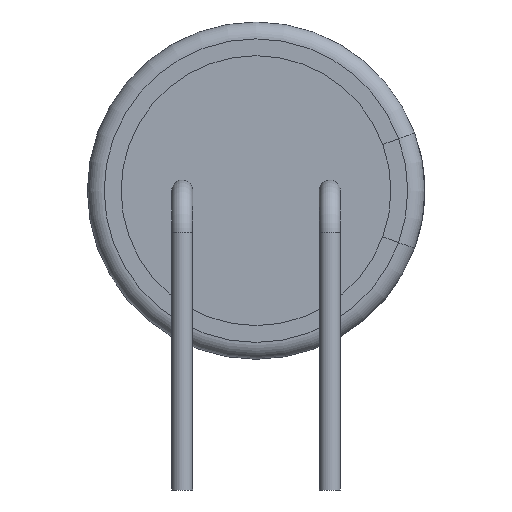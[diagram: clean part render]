
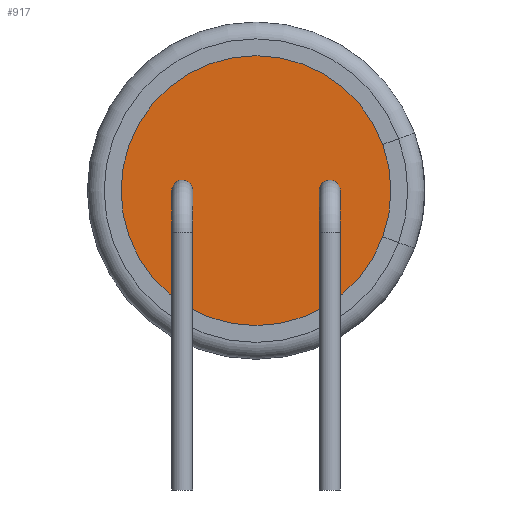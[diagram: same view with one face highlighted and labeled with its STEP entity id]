
A CAD part, front view. The second image highlights one B-rep face of the part: STEP entity #917.
In plain terms, the highlighted planar face has unit normal (0, -1, 0).
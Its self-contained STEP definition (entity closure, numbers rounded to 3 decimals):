
#917=ADVANCED_FACE('',(#1738,#1740,#1742),#1744,.T.);
#1738=FACE_BOUND('',#1739,.T.);
#1739=EDGE_LOOP('',(#2394));
#1740=FACE_BOUND('',#1741,.T.);
#1741=EDGE_LOOP('',(#2395));
#1742=FACE_BOUND('',#1743,.T.);
#1743=EDGE_LOOP('',(#2396));
#1744=PLANE('',#1745);
#1745=AXIS2_PLACEMENT_3D('',#1746,#1747,#1748);
#1746=CARTESIAN_POINT('',(0.,2.1,0.));
#1747=DIRECTION('',(0.,-1.,0.));
#1748=DIRECTION('',(-1.,0.,0.));
#2394=ORIENTED_EDGE('',*,*,#2692,.T.);
#2395=ORIENTED_EDGE('',*,*,#2731,.F.);
#2396=ORIENTED_EDGE('',*,*,#2732,.F.);
#2692=EDGE_CURVE('',#3157,#3157,#3158,.T.);
#2731=EDGE_CURVE('',#3217,#3217,#3218,.F.);
#2732=EDGE_CURVE('',#3219,#3219,#3220,.T.);
#3157=VERTEX_POINT('',#4608);
#3158=CIRCLE('',#4609,3.2);
#3217=VERTEX_POINT('',#4796);
#3218=CIRCLE('',#4797,0.25);
#3219=VERTEX_POINT('',#4801);
#3220=CIRCLE('',#4802,0.25);
#4608=CARTESIAN_POINT('',(-3.2,2.1,4.1));
#4609=AXIS2_PLACEMENT_3D('',#4610,#4611,#4612);
#4610=CARTESIAN_POINT('',(0.,2.1,4.1));
#4611=DIRECTION('',(0.,-1.,0.));
#4612=DIRECTION('',(-1.,0.,0.));
#4796=CARTESIAN_POINT('',(2.,2.1,4.1));
#4797=AXIS2_PLACEMENT_3D('',#4798,#4799,#4800);
#4798=CARTESIAN_POINT('',(1.75,2.1,4.1));
#4799=DIRECTION('',(-0.,1.,-0.));
#4800=DIRECTION('',(1.,0.,0.));
#4801=CARTESIAN_POINT('',(-2.,2.1,4.1));
#4802=AXIS2_PLACEMENT_3D('',#4803,#4804,#4805);
#4803=CARTESIAN_POINT('',(-1.75,2.1,4.1));
#4804=DIRECTION('',(0.,-1.,0.));
#4805=DIRECTION('',(-1.,0.,0.));
